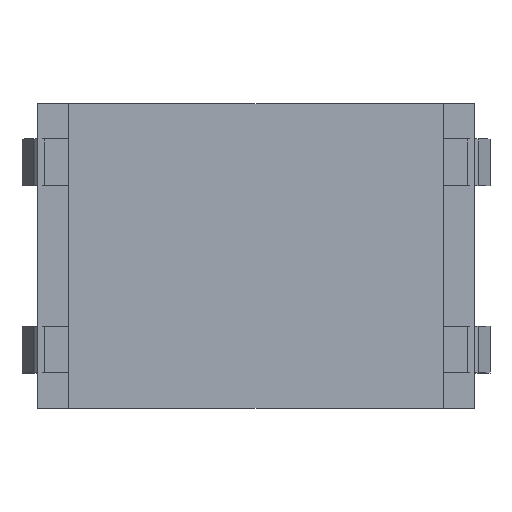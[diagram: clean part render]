
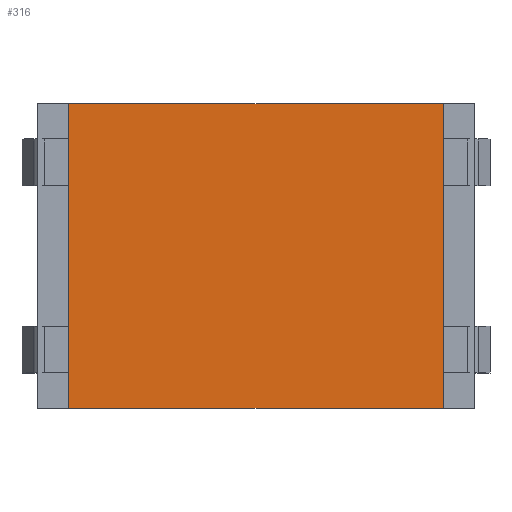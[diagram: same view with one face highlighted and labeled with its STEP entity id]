
A CAD part, top view. The second image highlights one B-rep face of the part: STEP entity #316.
In plain terms, the highlighted planar face has unit normal (0, 0, 1).
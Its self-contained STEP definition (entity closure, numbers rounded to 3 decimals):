
#14=DIRECTION('',(1.,0.,0.));
#15=VECTOR('',#14,2.4);
#16=CARTESIAN_POINT('',(-1.2,-0.975,0.));
#17=LINE('',#16,#15);
#68=DIRECTION('',(0.,1.,0.));
#69=VECTOR('',#68,1.95);
#70=CARTESIAN_POINT('',(1.2,-0.975,0.));
#71=LINE('',#70,#69);
#72=DIRECTION('',(0.,1.,0.));
#73=VECTOR('',#72,1.95);
#74=CARTESIAN_POINT('',(-1.2,-0.975,0.));
#75=LINE('',#74,#73);
#104=DIRECTION('',(1.,0.,0.));
#105=VECTOR('',#104,2.4);
#106=CARTESIAN_POINT('',(-1.2,0.975,0.));
#107=LINE('',#106,#105);
#156=CARTESIAN_POINT('',(-1.2,-0.975,0.));
#157=VERTEX_POINT('',#156);
#158=CARTESIAN_POINT('',(1.2,-0.975,0.));
#159=VERTEX_POINT('',#158);
#172=CARTESIAN_POINT('',(-1.2,0.975,0.));
#173=VERTEX_POINT('',#172);
#174=CARTESIAN_POINT('',(1.2,0.975,0.));
#175=VERTEX_POINT('',#174);
#303=CARTESIAN_POINT('',(-1.2,-0.975,0.));
#304=DIRECTION('',(0.,0.,1.));
#305=DIRECTION('',(1.,0.,0.));
#306=AXIS2_PLACEMENT_3D('',#303,#304,#305);
#307=PLANE('',#306);
#308=ORIENTED_EDGE('',*,*,#209,.F.);
#310=ORIENTED_EDGE('',*,*,#309,.T.);
#312=ORIENTED_EDGE('',*,*,#311,.T.);
#313=ORIENTED_EDGE('',*,*,#295,.F.);
#314=EDGE_LOOP('',(#308,#310,#312,#313));
#315=FACE_OUTER_BOUND('',#314,.F.);
#316=ADVANCED_FACE('',(#315),#307,.T.);
#209=EDGE_CURVE('',#157,#159,#17,.T.);
#295=EDGE_CURVE('',#159,#175,#71,.T.);
#309=EDGE_CURVE('',#157,#173,#75,.T.);
#311=EDGE_CURVE('',#173,#175,#107,.T.);
